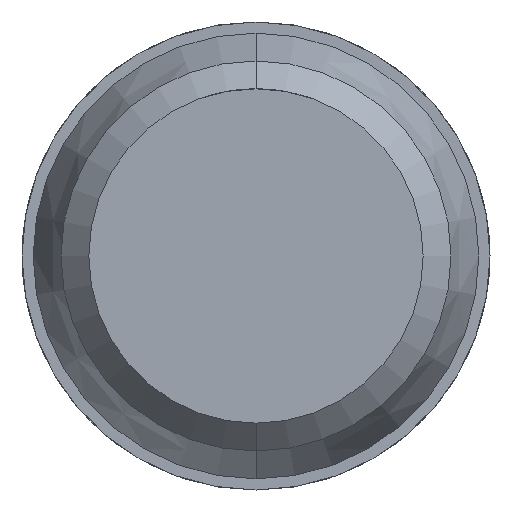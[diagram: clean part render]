
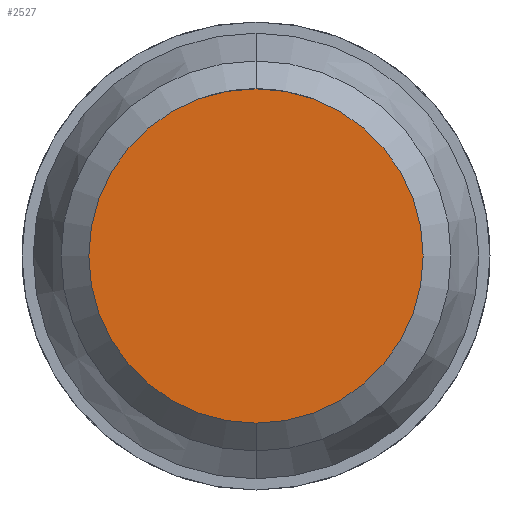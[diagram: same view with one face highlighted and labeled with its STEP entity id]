
A CAD part, front view. The second image highlights one B-rep face of the part: STEP entity #2527.
In plain terms, the highlighted planar face has unit normal (0, -1, 0).
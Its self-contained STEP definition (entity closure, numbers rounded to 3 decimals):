
#199 = CARTESIAN_POINT ( 'NONE',  ( 0., -39.6, 0. ) ) ;
#215 = AXIS2_PLACEMENT_3D ( 'NONE', #2798, #2865, #4006 ) ;
#500 = CARTESIAN_POINT ( 'NONE',  ( 0., -39.6, -1.5 ) ) ;
#1039 = ORIENTED_EDGE ( 'NONE', *, *, #1931, .F. ) ;
#1047 = EDGE_LOOP ( 'NONE', ( #2870, #1039 ) ) ;
#1064 = DIRECTION ( 'NONE',  ( 0., 0., 1. ) ) ;
#1252 = PLANE ( 'NONE',  #215 ) ;
#1365 = AXIS2_PLACEMENT_3D ( 'NONE', #199, #1818, #4955 ) ;
#1508 = CARTESIAN_POINT ( 'NONE',  ( 0., -39.6, 0. ) ) ;
#1818 = DIRECTION ( 'NONE',  ( 0., 1., 0. ) ) ;
#1931 = EDGE_CURVE ( 'Defeature ausgef�hrt2_0+Defeature ausgef�hrt2_2+Defeature ausgef�hrt2_2+Defeature ausgef�hrt2_2', #3414, #4781, #2962, .T. ) ;
#2387 = CARTESIAN_POINT ( 'NONE',  ( 0., -39.6, 1.5 ) ) ;
#2397 = FACE_OUTER_BOUND ( 'NONE', #1047, .T. ) ;
#2405 = EDGE_CURVE ( 'Defeature ausgef�hrt2_0+Defeature ausgef�hrt2_2+Defeature ausgef�hrt2_2+Defeature ausgef�hrt2_2', #4781, #3414, #3507, .T. ) ;
#2527 = ADVANCED_FACE ( 'Defeature ausgef�hrt2_2', ( #2397 ), #1252, .T. ) ;
#2798 = CARTESIAN_POINT ( 'NONE',  ( -1.5, -39.6, 0. ) ) ;
#2865 = DIRECTION ( 'NONE',  ( 0., -1., 0. ) ) ;
#2870 = ORIENTED_EDGE ( 'NONE', *, *, #2405, .F. ) ;
#2962 = CIRCLE ( 'NONE', #3402, 1.5 ) ;
#3402 = AXIS2_PLACEMENT_3D ( 'NONE', #1508, #4236, #1064 ) ;
#3414 = VERTEX_POINT ( 'NONE', #500 ) ;
#3507 = CIRCLE ( 'NONE', #1365, 1.5 ) ;
#4006 = DIRECTION ( 'NONE',  ( 0., 0., -1. ) ) ;
#4236 = DIRECTION ( 'NONE',  ( 0., 1., 0. ) ) ;
#4781 = VERTEX_POINT ( 'NONE', #2387 ) ;
#4955 = DIRECTION ( 'NONE',  ( 0., 0., 1. ) ) ;
